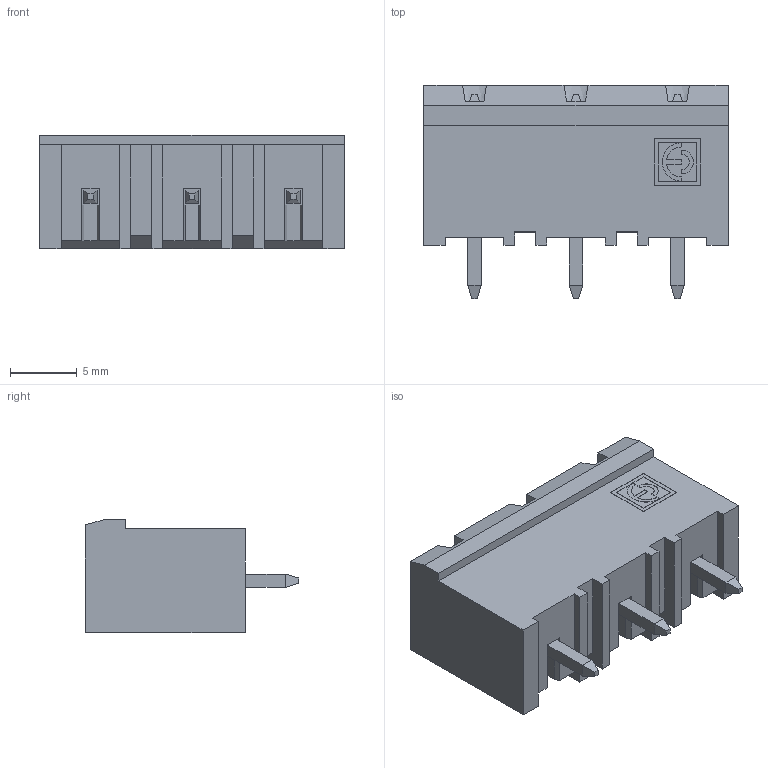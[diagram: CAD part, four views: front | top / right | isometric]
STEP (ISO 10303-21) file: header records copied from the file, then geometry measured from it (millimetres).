
FILE_DESCRIPTION(('STEP AP214'),'1');
FILE_NAME('PV03-7,62-V-P.stp','2021-04-06T10:50:59',(' '),(' '),'Spatial InterOp 3D',' ',' ');
FILE_SCHEMA(('AUTOMOTIVE_DESIGN { 1 0 10303 214 1 1 1 1 }'));
Length unit declared in the file: metre
Products named in the file (1): 1617707299
Bounding box: 22.86 x 16 x 8.5 mm (x, y, z)
Volume: 1058.6 mm3; surface area: 1839.6 mm2
Topology: 1 solids, 1 shells, 185 faces, 475 edges, 304 vertices
Faces by surface type: plane 171, cylinder 7, cone 6, extrusion 1
Entity records: 6949 total; most frequent: CARTESIAN_POINT 994, ORIENTED_EDGE 940, DIRECTION 856, EDGE_CURVE 470, VECTOR 440, LINE 439, VERTEX_POINT 302, AXIS2_PLACEMENT_3D 208
